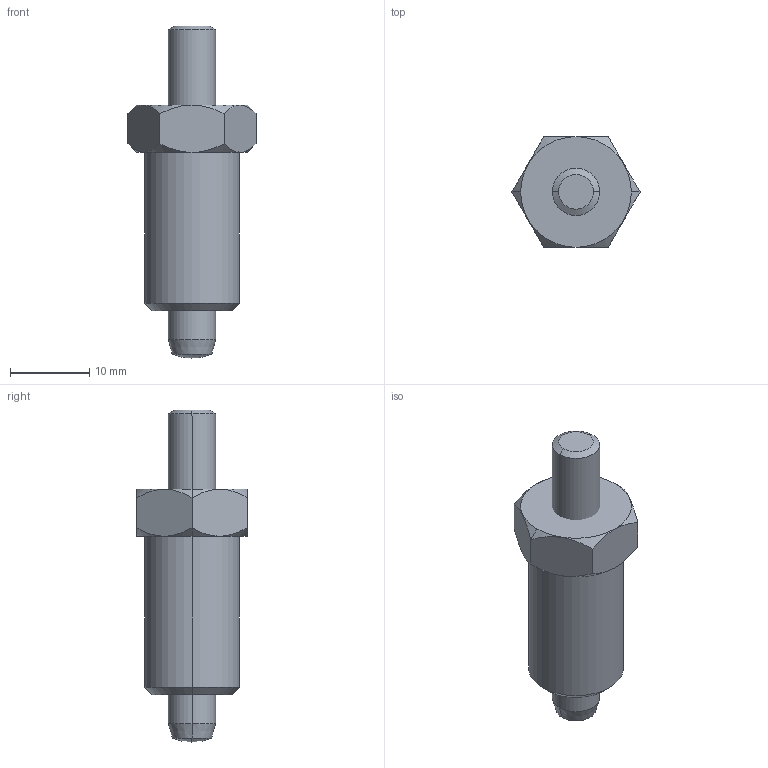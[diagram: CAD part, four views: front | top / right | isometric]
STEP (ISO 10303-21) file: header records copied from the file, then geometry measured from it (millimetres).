
FILE_DESCRIPTION(('STEP AP214'),'1');
FILE_NAME(' ',' ',('TraceParts'),('TraceParts S.A.'),'XStep 1.0',' ',' ');
FILE_SCHEMA(('automotive_design'));
Length unit declared in the file: millimetre
Products named in the file (2): 1; 2
Bounding box: 16.2 x 14 x 42 mm (x, y, z)
Volume: 4256.8 mm3; surface area: 2277.2 mm2
Topology: 2 solids, 2 shells, 33 faces, 68 edges, 39 vertices
Faces by surface type: cone 14, plane 11, cylinder 6, sphere 2
Entity records: 1668 total; most frequent: CARTESIAN_POINT 172, DIRECTION 148, STYLED_ITEM 140, PRESENTATION_STYLE_ASSIGNMENT 140, COLOUR_RGB 140, ORIENTED_EDGE 132, EDGE_CURVE 66, CURVE_STYLE 66
